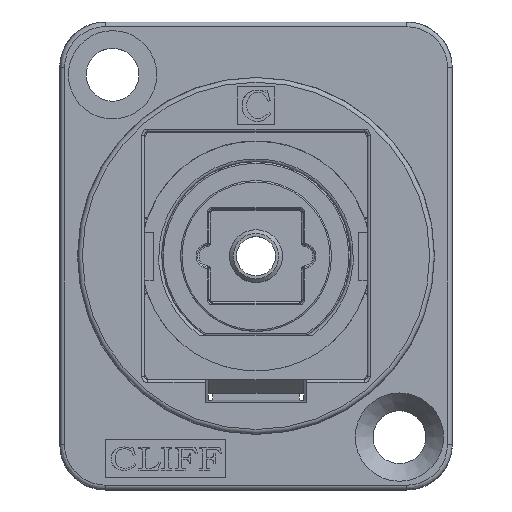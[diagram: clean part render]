
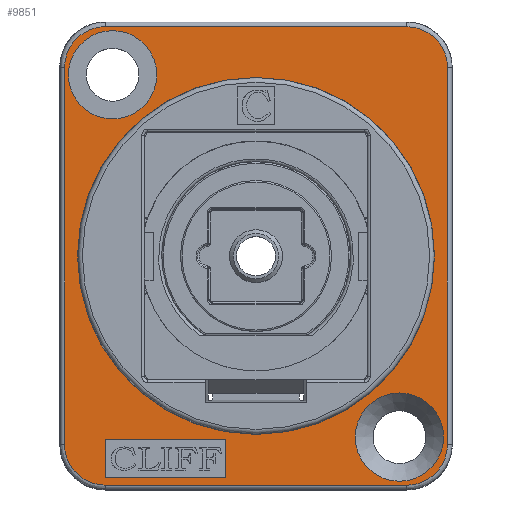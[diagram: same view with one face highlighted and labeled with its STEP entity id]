
A CAD part, top view. The second image highlights one B-rep face of the part: STEP entity #9851.
In plain terms, the highlighted planar face has unit normal (0, 0, 1).
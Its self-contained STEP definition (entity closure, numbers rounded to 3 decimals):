
#118=ELLIPSE('',#10634,2.7,2.7);
#119=ELLIPSE('',#10635,2.7,2.7);
#120=ELLIPSE('',#10636,2.7,2.7);
#121=ELLIPSE('',#10637,2.7,2.7);
#470=FACE_BOUND('',#1768,.T.);
#471=FACE_BOUND('',#1769,.T.);
#472=FACE_BOUND('',#1770,.T.);
#473=FACE_BOUND('',#1771,.T.);
#711=CIRCLE('',#10435,11.823);
#757=CIRCLE('',#10638,2.925);
#758=CIRCLE('',#10639,2.925);
#1243=FACE_OUTER_BOUND('',#1767,.T.);
#1767=EDGE_LOOP('',(#8461,#8462,#8463,#8464,#8465,#8466,#8467,#8468));
#1768=EDGE_LOOP('',(#8469,#8470,#8471,#8472));
#1769=EDGE_LOOP('',(#8473));
#1770=EDGE_LOOP('',(#8474));
#1771=EDGE_LOOP('',(#8475));
#2641=LINE('',#17328,#3533);
#2645=LINE('',#17336,#3537);
#2648=LINE('',#17342,#3540);
#2651=LINE('',#17347,#3543);
#2672=LINE('',#17430,#3564);
#2673=LINE('',#17434,#3565);
#2674=LINE('',#17438,#3566);
#2675=LINE('',#17441,#3567);
#3533=VECTOR('',#12923,2.5);
#3537=VECTOR('',#12929,8.);
#3540=VECTOR('',#12934,2.5);
#3543=VECTOR('',#12939,8.);
#3564=VECTOR('',#13016,24.965);
#3565=VECTOR('',#13019,19.965);
#3566=VECTOR('',#13022,24.965);
#3567=VECTOR('',#13025,19.965);
#4121=VERTEX_POINT('',#15360);
#4413=VERTEX_POINT('',#17326);
#4414=VERTEX_POINT('',#17327);
#4417=VERTEX_POINT('',#17335);
#4419=VERTEX_POINT('',#17341);
#4439=VERTEX_POINT('',#17426);
#4440=VERTEX_POINT('',#17427);
#4441=VERTEX_POINT('',#17429);
#4442=VERTEX_POINT('',#17431);
#4443=VERTEX_POINT('',#17433);
#4444=VERTEX_POINT('',#17435);
#4445=VERTEX_POINT('',#17437);
#4446=VERTEX_POINT('',#17439);
#4447=VERTEX_POINT('',#17442);
#4448=VERTEX_POINT('',#17444);
#5280=EDGE_CURVE('',#4121,#4121,#711,.T.);
#5754=EDGE_CURVE('',#4413,#4414,#2641,.T.);
#5758=EDGE_CURVE('',#4417,#4413,#2645,.T.);
#5761=EDGE_CURVE('',#4419,#4417,#2648,.T.);
#5764=EDGE_CURVE('',#4414,#4419,#2651,.T.);
#5800=EDGE_CURVE('',#4439,#4440,#118,.T.);
#5801=EDGE_CURVE('',#4441,#4439,#2672,.T.);
#5802=EDGE_CURVE('',#4442,#4441,#119,.T.);
#5803=EDGE_CURVE('',#4443,#4442,#2673,.T.);
#5804=EDGE_CURVE('',#4444,#4443,#120,.T.);
#5805=EDGE_CURVE('',#4445,#4444,#2674,.T.);
#5806=EDGE_CURVE('',#4446,#4445,#121,.T.);
#5807=EDGE_CURVE('',#4440,#4446,#2675,.T.);
#5808=EDGE_CURVE('',#4447,#4447,#757,.T.);
#5809=EDGE_CURVE('',#4448,#4448,#758,.T.);
#8461=ORIENTED_EDGE('',*,*,#5800,.F.);
#8462=ORIENTED_EDGE('',*,*,#5801,.F.);
#8463=ORIENTED_EDGE('',*,*,#5802,.F.);
#8464=ORIENTED_EDGE('',*,*,#5803,.F.);
#8465=ORIENTED_EDGE('',*,*,#5804,.F.);
#8466=ORIENTED_EDGE('',*,*,#5805,.F.);
#8467=ORIENTED_EDGE('',*,*,#5806,.F.);
#8468=ORIENTED_EDGE('',*,*,#5807,.F.);
#8469=ORIENTED_EDGE('',*,*,#5754,.T.);
#8470=ORIENTED_EDGE('',*,*,#5764,.T.);
#8471=ORIENTED_EDGE('',*,*,#5761,.T.);
#8472=ORIENTED_EDGE('',*,*,#5758,.T.);
#8473=ORIENTED_EDGE('',*,*,#5280,.T.);
#8474=ORIENTED_EDGE('',*,*,#5808,.T.);
#8475=ORIENTED_EDGE('',*,*,#5809,.T.);
#8865=PLANE('',#10633);
#9851=ADVANCED_FACE('',(#1243,#470,#471,#472,#473),#8865,.T.);
#10435=AXIS2_PLACEMENT_3D('',#15361,#12257,#12258);
#10633=AXIS2_PLACEMENT_3D('',#17425,#13012,#13013);
#10634=AXIS2_PLACEMENT_3D('',#17428,#13014,#13015);
#10635=AXIS2_PLACEMENT_3D('',#17432,#13017,#13018);
#10636=AXIS2_PLACEMENT_3D('',#17436,#13020,#13021);
#10637=AXIS2_PLACEMENT_3D('',#17440,#13023,#13024);
#10638=AXIS2_PLACEMENT_3D('',#17443,#13026,#13027);
#10639=AXIS2_PLACEMENT_3D('',#17445,#13028,#13029);
#12257=DIRECTION('center_axis',(0.,0.,
-1.));
#12258=DIRECTION('ref_axis',(-1.,0.,0.));
#12923=DIRECTION('',(0.,1.,0.));
#12929=DIRECTION('',(-1.,0.,0.));
#12934=DIRECTION('',(0.,-1.,0.));
#12939=DIRECTION('',(1.,0.,0.));
#13012=DIRECTION('center_axis',(0.,0.,
1.));
#13013=DIRECTION('ref_axis',(1.,0.,0.));
#13014=DIRECTION('center_axis',(0.,0.,
-1.));
#13015=DIRECTION('ref_axis',(-0.707,0.707,0.));
#13016=DIRECTION('',(0.,1.,0.));
#13017=DIRECTION('center_axis',(0.,0.,
-1.));
#13018=DIRECTION('ref_axis',(-0.707,-0.707,0.));
#13019=DIRECTION('',(-1.,0.,0.));
#13020=DIRECTION('center_axis',(0.,0.,
-1.));
#13021=DIRECTION('ref_axis',(0.707,-0.707,0.));
#13022=DIRECTION('',(0.,-1.,0.));
#13023=DIRECTION('center_axis',(0.,0.,
-1.));
#13024=DIRECTION('ref_axis',(0.707,0.707,0.));
#13025=DIRECTION('',(1.,0.,0.));
#13026=DIRECTION('center_axis',(0.,0.,
-1.));
#13027=DIRECTION('ref_axis',(1.,0.,0.));
#13028=DIRECTION('center_axis',(0.,0.,
-1.));
#13029=DIRECTION('ref_axis',(1.,0.,0.));
#15360=CARTESIAN_POINT('',(11.823,0.,2.3));
#15361=CARTESIAN_POINT('Origin',(0.,0.,
2.3));
#17326=CARTESIAN_POINT('',(-10.,-14.683,2.3));
#17327=CARTESIAN_POINT('',(-10.,-12.183,2.3));
#17328=CARTESIAN_POINT('',(-10.,-7.341,2.3));
#17335=CARTESIAN_POINT('',(-2.,-14.683,2.3));
#17336=CARTESIAN_POINT('',(-1.,-14.683,2.3));
#17341=CARTESIAN_POINT('',(-2.,-12.183,2.3));
#17342=CARTESIAN_POINT('',(-2.,-6.091,2.3));
#17347=CARTESIAN_POINT('',(-5.,-12.183,2.3));
#17425=CARTESIAN_POINT('Origin',(0.,0.,
2.3));
#17426=CARTESIAN_POINT('',(-12.683,12.483,2.3));
#17427=CARTESIAN_POINT('',(-9.983,15.183,2.3));
#17428=CARTESIAN_POINT('Origin',(-9.982,12.482,2.3));
#17429=CARTESIAN_POINT('',(-12.683,-12.483,2.3));
#17430=CARTESIAN_POINT('',(-12.683,-7.75,2.3));
#17431=CARTESIAN_POINT('',(-9.983,-15.183,2.3));
#17432=CARTESIAN_POINT('Origin',(-9.982,-12.482,2.3));
#17433=CARTESIAN_POINT('',(9.983,-15.183,2.3));
#17434=CARTESIAN_POINT('',(6.5,-15.183,2.3));
#17435=CARTESIAN_POINT('',(12.683,-12.483,2.3));
#17436=CARTESIAN_POINT('Origin',(9.982,-12.482,2.3));
#17437=CARTESIAN_POINT('',(12.683,12.483,2.3));
#17438=CARTESIAN_POINT('',(12.683,7.75,2.3));
#17439=CARTESIAN_POINT('',(9.983,15.183,2.3));
#17440=CARTESIAN_POINT('Origin',(9.982,12.482,2.3));
#17441=CARTESIAN_POINT('',(-6.5,15.183,2.3));
#17442=CARTESIAN_POINT('',(6.575,-12.,2.3));
#17443=CARTESIAN_POINT('Origin',(9.5,-12.,2.3));
#17444=CARTESIAN_POINT('',(-12.425,12.,2.3));
#17445=CARTESIAN_POINT('Origin',(-9.5,12.,2.3));
